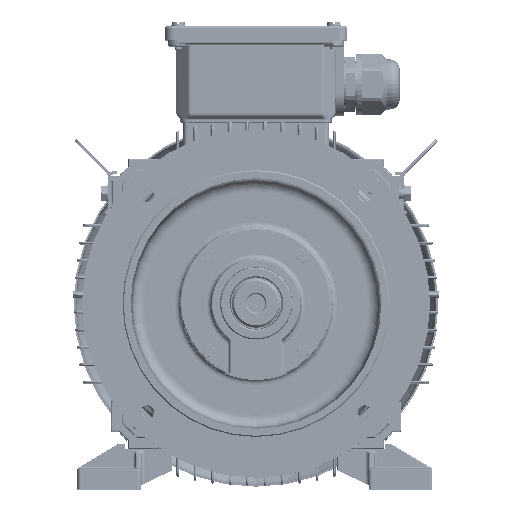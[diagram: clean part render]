
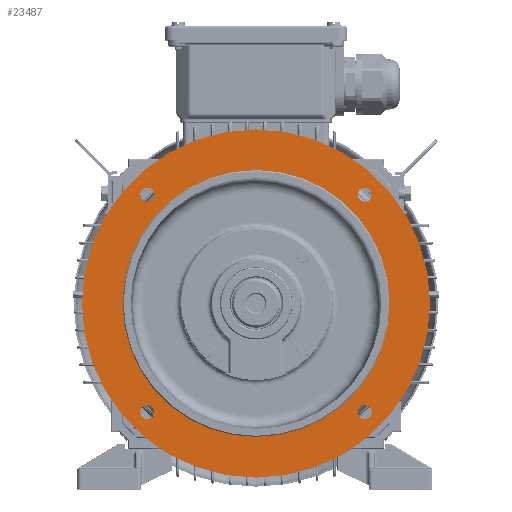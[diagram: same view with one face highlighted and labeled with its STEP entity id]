
A CAD part, top view. The second image highlights one B-rep face of the part: STEP entity #23487.
In plain terms, the highlighted planar face has unit normal (0, 0, 1).
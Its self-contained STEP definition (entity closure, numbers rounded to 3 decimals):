
#12896=PLANE('',#171093);
#14753=FACE_BOUND('',#44702,.T.);
#14754=FACE_BOUND('',#44703,.T.);
#14755=FACE_BOUND('',#44704,.T.);
#14756=FACE_BOUND('',#44705,.T.);
#14757=FACE_BOUND('',#44706,.T.);
#14758=FACE_BOUND('',#44707,.T.);
#23487=ADVANCED_FACE('',(#14753,#14754,#14755,#14756,#14757,#14758),#12896,
 .T.);
#44702=EDGE_LOOP('',(#114187));
#44703=EDGE_LOOP('',(#114188));
#44704=EDGE_LOOP('',(#114189));
#44705=EDGE_LOOP('',(#114190));
#44706=EDGE_LOOP('',(#114191));
#44707=EDGE_LOOP('',(#114192));
#114187=ORIENTED_EDGE('',*,*,#152761,.T.);
#114188=ORIENTED_EDGE('',*,*,#152762,.T.);
#114189=ORIENTED_EDGE('',*,*,#152763,.T.);
#114190=ORIENTED_EDGE('',*,*,#152764,.F.);
#114191=ORIENTED_EDGE('',*,*,#152765,.T.);
#114192=ORIENTED_EDGE('',*,*,#152766,.T.);
#130130=VERTEX_POINT('',#328270);
#130131=VERTEX_POINT('',#328272);
#130132=VERTEX_POINT('',#328274);
#130133=VERTEX_POINT('',#328276);
#130134=VERTEX_POINT('',#328278);
#130135=VERTEX_POINT('',#328280);
#152761=EDGE_CURVE('',#130130,#130130,#158417,.T.);
#152762=EDGE_CURVE('',#130131,#130131,#158418,.T.);
#152763=EDGE_CURVE('',#130132,#130132,#158419,.T.);
#152764=EDGE_CURVE('',#130133,#130133,#158420,.T.);
#152765=EDGE_CURVE('',#130134,#130134,#158421,.T.);
#152766=EDGE_CURVE('',#130135,#130135,#158422,.T.);
#158417=CIRCLE('',#171087,6.);
#158418=CIRCLE('',#171088,6.);
#158419=CIRCLE('',#171089,115.);
#158420=CIRCLE('',#171090,150.);
#158421=CIRCLE('',#171091,6.);
#158422=CIRCLE('',#171092,6.);
#171087=AXIS2_PLACEMENT_3D('',#328269,#208534,#208535);
#171088=AXIS2_PLACEMENT_3D('',#328271,#208536,#208537);
#171089=AXIS2_PLACEMENT_3D('',#328273,#208538,#208539);
#171090=AXIS2_PLACEMENT_3D('',#328275,#208540,#208541);
#171091=AXIS2_PLACEMENT_3D('',#328277,#208542,#208543);
#171092=AXIS2_PLACEMENT_3D('',#328279,#208544,#208545);
#171093=AXIS2_PLACEMENT_3D('',#328281,#208546,#208547);
#208534=DIRECTION('',(0.,0.,-1.));
#208535=DIRECTION('',(-0.707,-0.707,0.));
#208536=DIRECTION('',(0.,0.,-1.));
#208537=DIRECTION('',(-0.707,-0.707,0.));
#208538=DIRECTION('',(0.,0.,-1.));
#208539=DIRECTION('',(1.,0.,0.));
#208540=DIRECTION('',(0.,0.,-1.));
#208541=DIRECTION('',(1.,0.,0.));
#208542=DIRECTION('',(0.,0.,-1.));
#208543=DIRECTION('',(-0.707,-0.707,0.));
#208544=DIRECTION('',(0.,0.,-1.));
#208545=DIRECTION('',(-0.707,-0.707,0.));
#208546=DIRECTION('',(0.,0.,1.));
#208547=DIRECTION('',(-1.,0.,0.));
#328269=CARTESIAN_POINT('',(93.692,91.109,213.457));
#328270=CARTESIAN_POINT('',(89.449,86.867,213.457));
#328271=CARTESIAN_POINT('',(93.692,-96.274,213.457));
#328272=CARTESIAN_POINT('',(89.449,-100.516,213.457));
#328273=CARTESIAN_POINT('',(0.,-2.582,213.457));
#328274=CARTESIAN_POINT('',(115.,-2.582,213.457));
#328275=CARTESIAN_POINT('',(0.,-2.582,213.457));
#328276=CARTESIAN_POINT('',(150.,-2.582,213.457));
#328277=CARTESIAN_POINT('',(-93.692,-96.274,213.457));
#328278=CARTESIAN_POINT('',(-97.934,-100.516,213.457));
#328279=CARTESIAN_POINT('',(-93.692,91.109,213.457));
#328280=CARTESIAN_POINT('',(-97.934,86.867,213.457));
#328281=CARTESIAN_POINT('',(-150.,-2.582,213.457));
